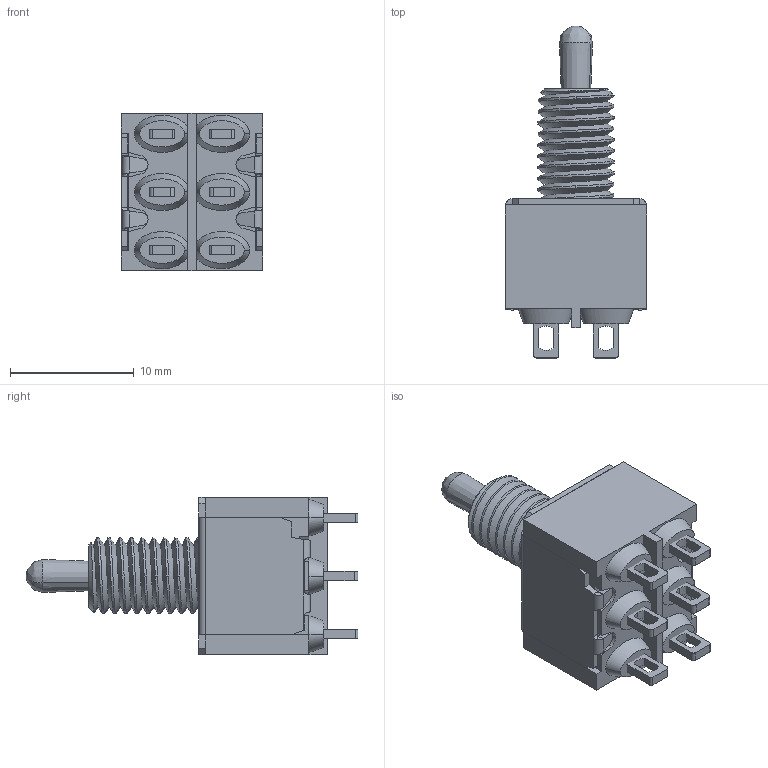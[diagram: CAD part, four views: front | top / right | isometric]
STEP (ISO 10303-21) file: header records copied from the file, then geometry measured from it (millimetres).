
FILE_DESCRIPTION (( 'STEP AP214' ), '1' );
FILE_NAME ('100-DP3-T200B1M1QE (1MD3T2B1M1QE)_´I¹©.STEP', '2023-05-22T09:27:21', ( '' ), ( '' ), 'SwSTEP 2.0', 'SolidWorks 2016', '' );
FILE_SCHEMA (( 'AUTOMOTIVE_DESIGN' ));
Length unit declared in the file: millimetre
Products named in the file (1): 100-DP3-T200B1M1QE (1MD3T2B1M1QE)_富鼎
Bounding box: 11.43 x 26.82 x 12.7 mm (x, y, z)
Volume: 933.7 mm3; surface area: 2897.4 mm2
Topology: 18 solids, 18 shells, 568 faces, 1556 edges, 1022 vertices
Faces by surface type: plane 324, cylinder 176, bspline 53, cone 15
Entity records: 23336 total; most frequent: CARTESIAN_POINT 6736, ORIENTED_EDGE 3104, DIRECTION 2671, EDGE_CURVE 1552, VERTEX_POINT 1022, LINE 1015, VECTOR 1015, AXIS2_PLACEMENT_3D 828
